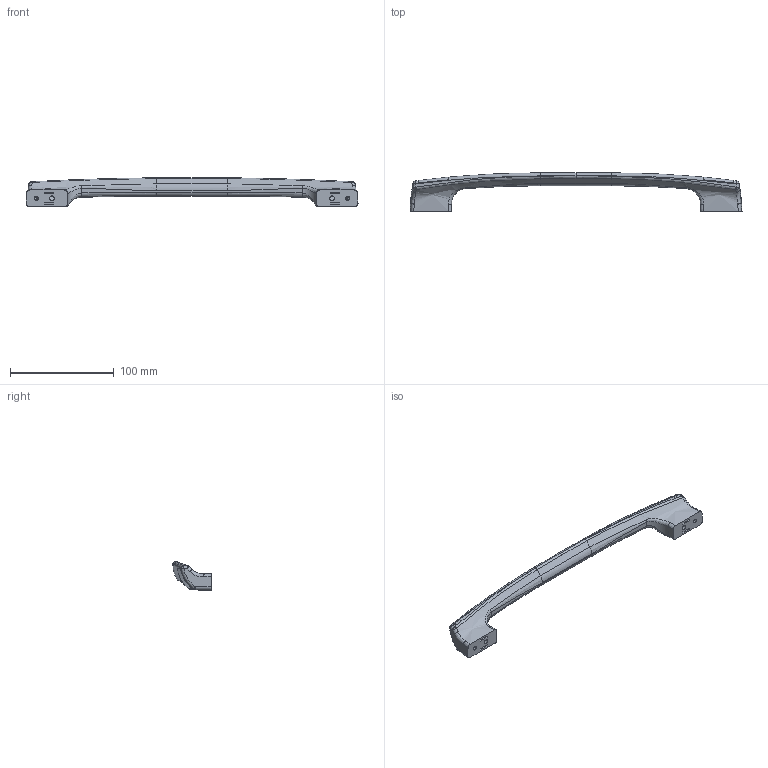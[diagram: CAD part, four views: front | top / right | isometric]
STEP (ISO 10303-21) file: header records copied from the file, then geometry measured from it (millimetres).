
FILE_DESCRIPTION (( 'STEP AP203' ), '1' );
FILE_NAME ('A-41-R-30.STEP', '2012-04-10T06:54:49', ( '11sw' ), ( 'タキゲン製造株式会社' ), 'SwSTEP 2.0', 'SolidWorks 2011', '' );
FILE_SCHEMA (( 'CONFIG_CONTROL_DESIGN' ));
Length unit declared in the file: millimetre
Products named in the file (4): A-41-R_キャップB; A-41-R-30; A-41-R_キャップA; A-41-R_本体
Assembly tree (3 placements, depth 2):
  A-41-R-30
    A-41-R_本体
    A-41-R_キャップB
    A-41-R_キャップA
Bounding box: 319.97 x 37 x 27.86 mm (x, y, z)
Volume: 66570.8 mm3; surface area: 27762.5 mm2
Topology: 3 solids, 3 shells, 214 faces, 568 edges, 352 vertices
Faces by surface type: plane 97, bspline 73, cylinder 32, sphere 6, cone 6
Entity records: 12276 total; most frequent: CARTESIAN_POINT 7250, ORIENTED_EDGE 1128, DIRECTION 732, EDGE_CURVE 564, VERTEX_POINT 352, LINE 268, VECTOR 268, AXIS2_PLACEMENT_3D 232
